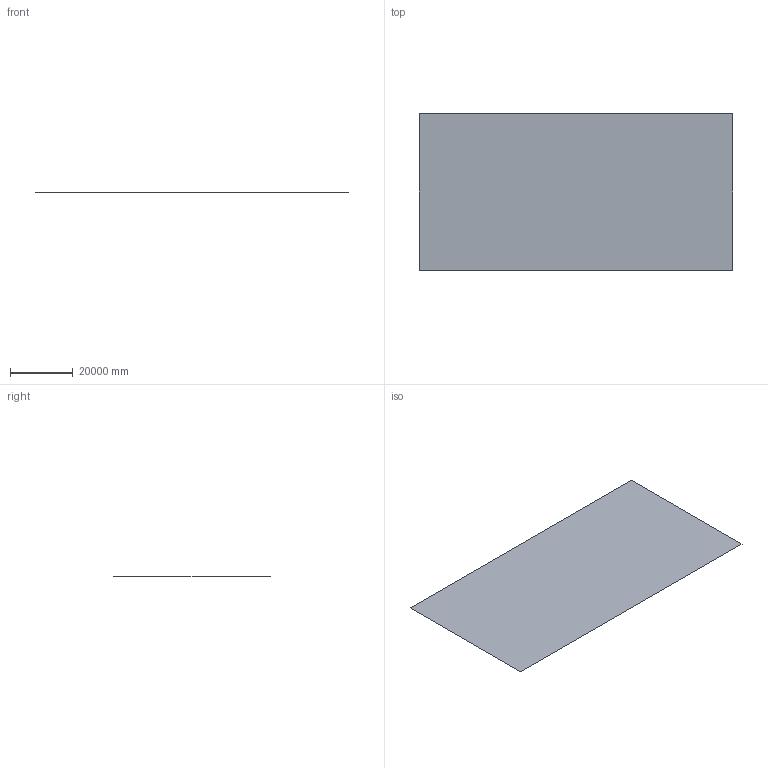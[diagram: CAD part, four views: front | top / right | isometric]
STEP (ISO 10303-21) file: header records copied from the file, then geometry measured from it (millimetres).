
FILE_DESCRIPTION(('STEP AP209 file generated by MSC.Patran'),'6.6 Build Date : Mar 13 2019');
FILE_NAME('plate.stp','Fri Nov 19 13:58:06 2021',(''),(''),'6.6 Build Date : Mar 13 2019','MSC.Patran 2004','');
FILE_SCHEMA(('STRUCTURAL_ANALYSIS_DESIGN'));
Length unit declared in the file: metre
Products named in the file (1): 1
Bounding box: 100000 x 50000 x 0 mm (x, y, z)
Surface area: 20000000000 mm2 (no closed solid volume)
Topology: 0 solids, 0 shells, 1 faces, 4 edges, 4 vertices
Faces by surface type: bspline 1
Entity records: 3129 total; most frequent: NODAL_FREEDOM_VALUES 2641, CARTESIAN_POINT 84, NODE 66, SURFACE_3D_ELEMENT_REPRESENTATION 50, CALCULATED_STATE 40, WHOLE_MODEL_MODES_AND_FREQUENCIES_ANALYSIS_MESSAGE 40, SURFACE_VOLUME_ELEMENT_LOCATION 15, SURFACE_3D_ELEMENT_VALUE_AND_VOLUME_LOCATION 15
